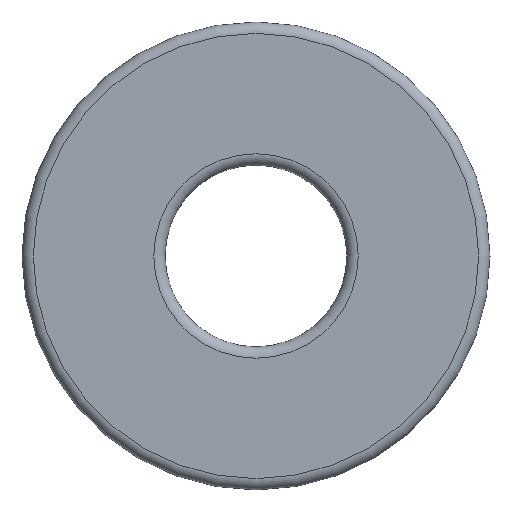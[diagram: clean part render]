
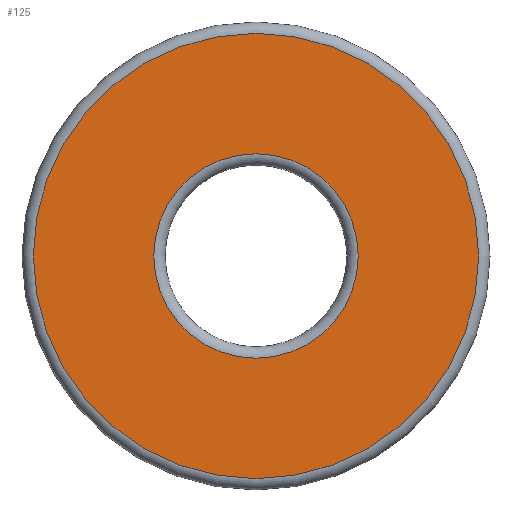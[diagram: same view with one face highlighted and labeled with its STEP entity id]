
A CAD part, front view. The second image highlights one B-rep face of the part: STEP entity #125.
In plain terms, the highlighted planar face has unit normal (0, -1, 0).
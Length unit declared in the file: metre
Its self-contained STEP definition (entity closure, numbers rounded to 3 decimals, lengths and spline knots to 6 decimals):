
#18=PLANE('',#155);
#26=ORIENTED_EDGE('',*,*,#48,.T.);
#27=ORIENTED_EDGE('',*,*,#49,.T.);
#48=EDGE_CURVE('',#59,#59,#70,.F.);
#49=EDGE_CURVE('',#60,#60,#71,.T.);
#59=VERTEX_POINT('',#232);
#60=VERTEX_POINT('',#234);
#70=CIRCLE('',#156,0.00225);
#71=CIRCLE('',#157,0.0049);
#81=EDGE_LOOP('',(#26));
#82=EDGE_LOOP('',(#27));
#103=FACE_BOUND('',#81,.T.);
#104=FACE_BOUND('',#82,.T.);
#125=ADVANCED_FACE('',(#103,#104),#18,.T.);
#155=AXIS2_PLACEMENT_3D('',#230,#188,#189);
#156=AXIS2_PLACEMENT_3D('',#231,#190,#191);
#157=AXIS2_PLACEMENT_3D('',#233,#192,#193);
#188=DIRECTION('',(0.,-1.,0.));
#189=DIRECTION('',(0.,0.,-1.));
#190=DIRECTION('',(0.,-1.,0.));
#191=DIRECTION('',(0.,0.,-1.));
#192=DIRECTION('',(0.,-1.,0.));
#193=DIRECTION('',(0.,0.,-1.));
#230=CARTESIAN_POINT('',(0.,-0.0351,0.010002));
#231=CARTESIAN_POINT('',(0.,-0.0351,0.005));
#232=CARTESIAN_POINT('',(0.,-0.0351,0.00275));
#233=CARTESIAN_POINT('',(0.,-0.0351,0.005));
#234=CARTESIAN_POINT('',(0.,-0.0351,0.0001));
